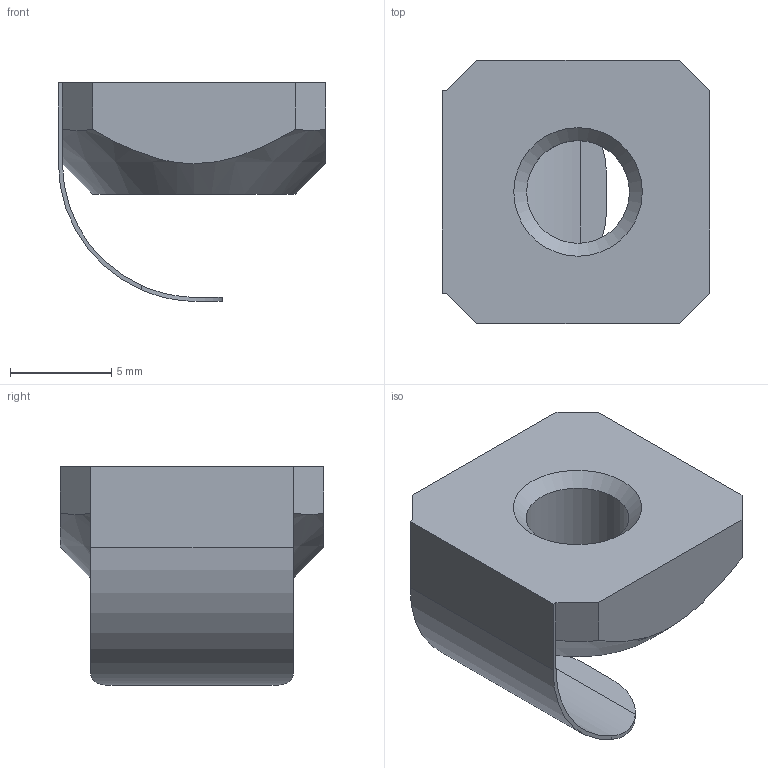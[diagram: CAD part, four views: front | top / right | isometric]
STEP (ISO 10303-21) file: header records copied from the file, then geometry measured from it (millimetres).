
FILE_DESCRIPTION(/* description */ (''),/* implementation_level */ '2;1');
FILE_NAME(/* name */ '1_4S-PF.stp',/* time_stamp */ '2023-01-05T11:12:12-05:00',/* author */ ('jmurphy'),/* organization */ (''),/* preprocessor_version */ 'ST-DEVELOPER v18.1',/* originating_system */ 'AutoCAD Mechanical',/* authorisation */ '');
FILE_SCHEMA (('AUTOMOTIVE_DESIGN { 1 0 10303 214 3 1 1 }'));
Length unit declared in the file: millimetre
Products named in the file (1): Product
Bounding box: 13.2 x 13 x 10.8 mm (x, y, z)
Volume: 705.8 mm3; surface area: 801.4 mm2
Topology: 1 solids, 1 shells, 25 faces, 64 edges, 41 vertices
Faces by surface type: plane 17, cylinder 5, cone 3
Full cylindrical faces by diameter (mm): 5.08 x1
Entity records: 800 total; most frequent: CARTESIAN_POINT 191, ORIENTED_EDGE 128, DIRECTION 115, EDGE_CURVE 64, VERTEX_POINT 41, AXIS2_PLACEMENT_3D 39, LINE 37, VECTOR 37
